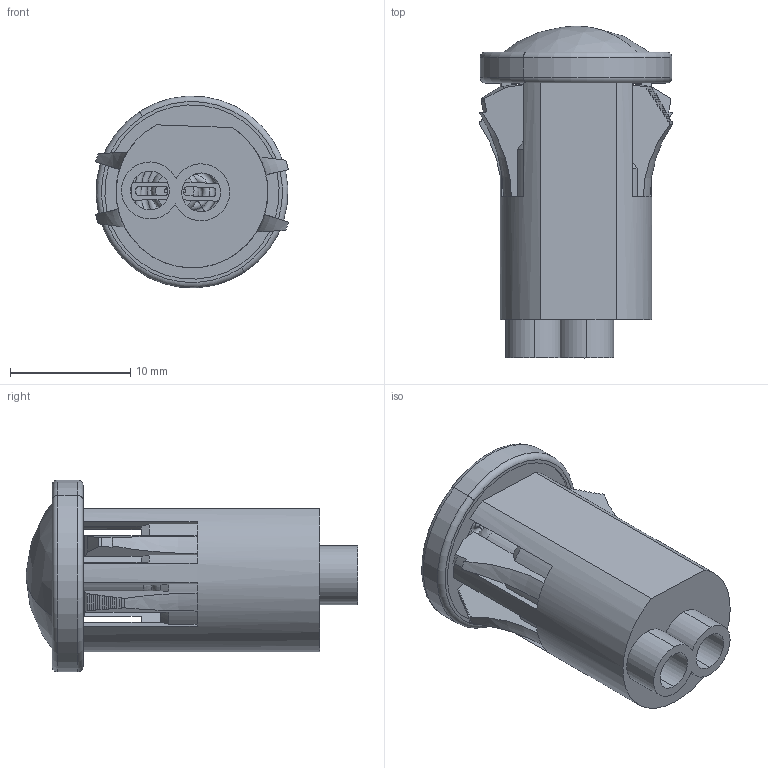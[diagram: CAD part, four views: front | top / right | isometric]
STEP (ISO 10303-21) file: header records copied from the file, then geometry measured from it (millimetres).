
FILE_DESCRIPTION (( 'STEP AP203' ), '1' );
FILE_NAME ('1030xxx.STEP', '2016-11-15T22:02:42', ( '' ), ( '' ), 'SwSTEP 2.0', 'SolidWorks 2016', '' );
FILE_SCHEMA (( 'CONFIG_CONTROL_DESIGN' ));
Length unit declared in the file: inch
Products named in the file (6): MB0460S; 2187_Configuration for B7635; E13976 C8305; D11450 - Lens; MT2921-A9708; 1030xxx
Assembly tree (6 placements, depth 2):
  1030xxx
    MB0460S
    2187_Configuration for B7635
    E13976 C8305
    D11450 - Lens
    MT2921-A9708  x2
Bounding box: 16.11 x 27.66 x 15.98 mm (x, y, z)
Volume: 1173.1 mm3; surface area: 3607.5 mm2
Topology: 6 solids, 7 shells, 259 faces, 684 edges, 440 vertices
Faces by surface type: plane 99, cylinder 94, torus 40, cone 18, sphere 8
Entity records: 8268 total; most frequent: DIRECTION 1408, CARTESIAN_POINT 1400, ORIENTED_EDGE 1264, EDGE_CURVE 632, AXIS2_PLACEMENT_3D 554, VERTEX_POINT 408, CIRCLE 304, VECTOR 300
